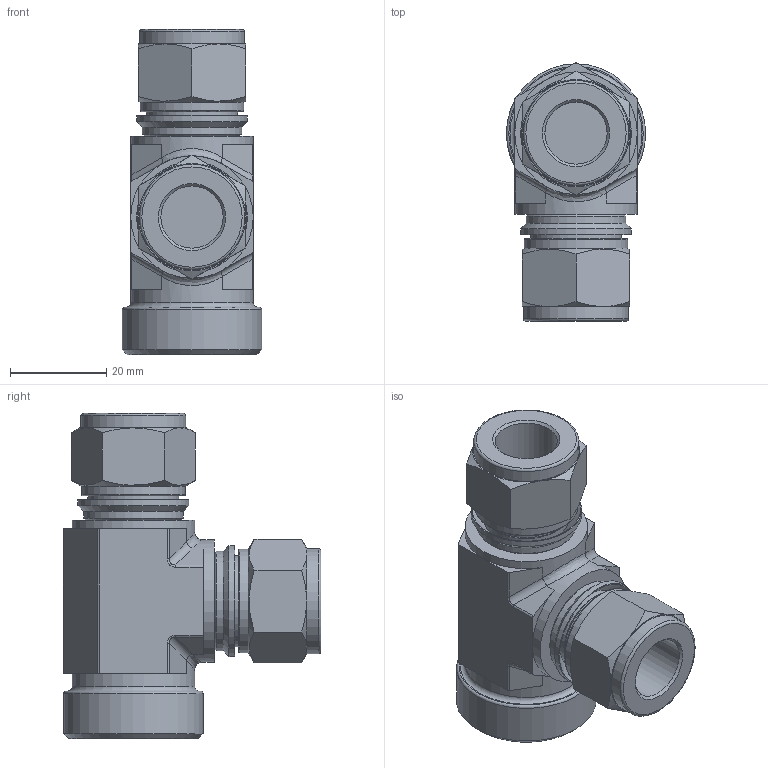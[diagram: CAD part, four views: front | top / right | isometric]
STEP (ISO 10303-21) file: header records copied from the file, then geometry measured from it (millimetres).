
FILE_DESCRIPTION(/* description */ (''),/* implementation_level */ '2;1');
FILE_NAME(/* name */ 'SFRTI-8-8N.stp',/* time_stamp */ '2022-05-03T15:21:59+09:00',/* author */ ('user'),/* organization */ (''),/* preprocessor_version */ 'ST-DEVELOPER v18.1',/* originating_system */ 'Autodesk Inventor 2022',/* authorisation */ '');
FILE_SCHEMA (('AUTOMOTIVE_DESIGN { 1 0 10303 214 3 1 1 }'));
Length unit declared in the file: millimetre
Products named in the file (1): SFRT-8-8N
Bounding box: 28.9 x 53.49 x 67.4 mm (x, y, z)
Volume: 32730.5 mm3; surface area: 13916.5 mm2
Topology: 1 solids, 1 shells, 148 faces, 326 edges, 200 vertices
Faces by surface type: plane 67, cylinder 40, cone 29, torus 6, bspline 6
Full cylindrical faces by diameter (mm): 2.16 x1, 2.88 x1, 12.9 x2, 17.2 x2, 17.7 x2, 18 x1, 18.9 x2, 20.6 x2, 21.5 x2, 21.8 x2, 23 x2, 25.4 x3, 28.9 x1
Entity records: 4195 total; most frequent: CARTESIAN_POINT 901, DIRECTION 716, ORIENTED_EDGE 652, EDGE_CURVE 326, AXIS2_PLACEMENT_3D 283, VERTEX_POINT 200, EDGE_LOOP 168, LINE 150
